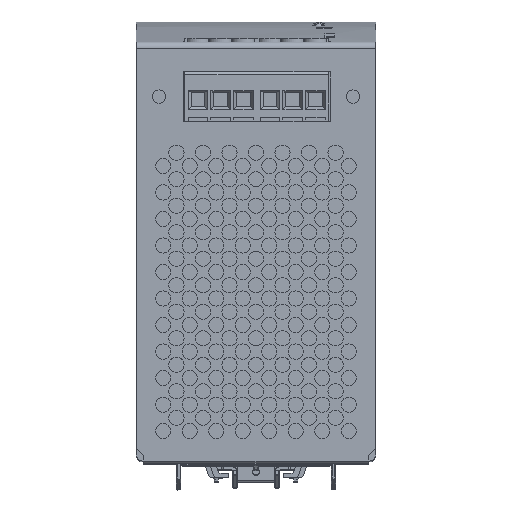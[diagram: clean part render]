
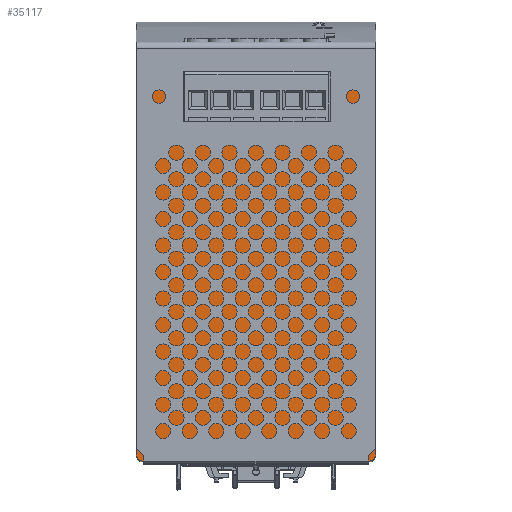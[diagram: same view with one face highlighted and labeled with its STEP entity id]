
A CAD part, top view. The second image highlights one B-rep face of the part: STEP entity #35117.
In plain terms, the highlighted planar face has unit normal (0, 0, 1).
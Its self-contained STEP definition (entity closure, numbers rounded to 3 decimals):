
#46=DIRECTION('',(-1.,0.,0.));
#47=VECTOR('',#46,5.2);
#48=CARTESIAN_POINT('',(18.3,89.7,-0.05));
#49=LINE('',#48,#47);
#62=DIRECTION('',(-1.,0.,0.));
#63=VECTOR('',#62,5.2);
#64=CARTESIAN_POINT('',(12.3,89.7,-0.05));
#65=LINE('',#64,#63);
#78=DIRECTION('',(-1.,0.,0.));
#79=VECTOR('',#78,5.2);
#80=CARTESIAN_POINT('',(6.3,89.7,-0.05));
#81=LINE('',#80,#79);
#90=DIRECTION('',(-1.,0.,0.));
#91=VECTOR('',#90,5.2);
#92=CARTESIAN_POINT('',(-0.7,89.7,-0.05));
#93=LINE('',#92,#91);
#106=DIRECTION('',(-1.,0.,0.));
#107=VECTOR('',#106,5.2);
#108=CARTESIAN_POINT('',(-6.7,89.7,-0.05));
#109=LINE('',#108,#107);
#122=DIRECTION('',(-1.,0.,0.));
#123=VECTOR('',#122,5.2);
#124=CARTESIAN_POINT('',(-12.7,89.7,-0.05));
#125=LINE('',#124,#123);
#138=DIRECTION('',(-1.,0.,0.));
#139=VECTOR('',#138,2.);
#140=CARTESIAN_POINT('',(-18.8,89.7,-0.05));
#141=LINE('',#140,#139);
#150=DIRECTION('',(-1.,0.,0.));
#151=VECTOR('',#150,2.);
#152=CARTESIAN_POINT('',(21.2,89.7,-0.05));
#153=LINE('',#152,#151);
#536=DIRECTION('',(-1.,0.,0.));
#537=VECTOR('',#536,0.8);
#538=CARTESIAN_POINT('',(7.1,89.7,-0.05));
#539=LINE('',#538,#537);
#540=DIRECTION('',(-1.,0.,0.));
#541=VECTOR('',#540,0.8);
#542=CARTESIAN_POINT('',(13.1,89.7,-0.05));
#543=LINE('',#542,#541);
#544=DIRECTION('',(-1.,0.,0.));
#545=VECTOR('',#544,0.9);
#546=CARTESIAN_POINT('',(19.2,89.7,-0.05));
#547=LINE('',#546,#545);
#548=CARTESIAN_POINT('',(30.,1.6,-0.05));
#549=DIRECTION('',(0.,0.,-1.));
#550=DIRECTION('',(1.,0.,0.));
#551=AXIS2_PLACEMENT_3D('',#548,#549,#550);
#553=DIRECTION('',(-1.,0.,0.));
#554=VECTOR('',#553,59.2);
#555=CARTESIAN_POINT('',(29.6,0.,-0.05));
#556=LINE('',#555,#554);
#557=CARTESIAN_POINT('',(-30.,1.6,-0.05));
#558=DIRECTION('',(0.,0.,-1.));
#559=DIRECTION('',(0.,-1.,0.));
#560=AXIS2_PLACEMENT_3D('',#557,#558,#559);
#562=DIRECTION('',(0.,1.,0.));
#563=VECTOR('',#562,106.844);
#564=CARTESIAN_POINT('',(-31.6,1.6,-0.05));
#565=LINE('',#564,#563);
#566=DIRECTION('',(-1.,0.,0.));
#567=VECTOR('',#566,0.9);
#568=CARTESIAN_POINT('',(-17.9,89.7,-0.05));
#569=LINE('',#568,#567);
#570=DIRECTION('',(-1.,0.,0.));
#571=VECTOR('',#570,0.8);
#572=CARTESIAN_POINT('',(-11.9,89.7,-0.05));
#573=LINE('',#572,#571);
#574=DIRECTION('',(-1.,0.,0.));
#575=VECTOR('',#574,0.8);
#576=CARTESIAN_POINT('',(-5.9,89.7,-0.05));
#577=LINE('',#576,#575);
#582=DIRECTION('',(-1.,0.,0.));
#583=VECTOR('',#582,1.8);
#584=CARTESIAN_POINT('',(1.1,89.7,-0.05));
#585=LINE('',#584,#583);
#6029=DIRECTION('',(1.,0.,0.));
#6030=VECTOR('',#6029,0.4);
#6031=CARTESIAN_POINT('',(-30.,0.,-0.05));
#6032=LINE('',#6031,#6030);
#6080=DIRECTION('',(1.,0.,0.));
#6081=VECTOR('',#6080,0.4);
#6082=CARTESIAN_POINT('',(29.6,0.,-0.05));
#6083=LINE('',#6082,#6081);
#12154=DIRECTION('',(0.,1.,0.));
#12155=VECTOR('',#12154,18.744);
#12156=CARTESIAN_POINT('',(-20.8,89.7,-0.05));
#12157=LINE('',#12156,#12155);
#12171=DIRECTION('',(-1.,0.,0.));
#12172=VECTOR('',#12171,10.8);
#12173=CARTESIAN_POINT('',(-20.8,108.444,-0.05));
#12174=LINE('',#12173,#12172);
#12300=DIRECTION('',(0.,1.,0.));
#12301=VECTOR('',#12300,106.844);
#12302=CARTESIAN_POINT('',(31.6,1.6,-0.05));
#12303=LINE('',#12302,#12301);
#12532=DIRECTION('',(-1.,0.,0.));
#12533=VECTOR('',#12532,10.4);
#12534=CARTESIAN_POINT('',(31.6,108.444,-0.05));
#12535=LINE('',#12534,#12533);
#12541=DIRECTION('',(0.,-1.,0.));
#12542=VECTOR('',#12541,18.744);
#12543=CARTESIAN_POINT('',(21.2,108.444,-0.05));
#12544=LINE('',#12543,#12542);
#27190=CARTESIAN_POINT('',(-31.6,1.6,-0.05));
#27191=CARTESIAN_POINT('',(-31.6,108.444,-0.05));
#27192=VERTEX_POINT('',#27190);
#27193=VERTEX_POINT('',#27191);
#27385=CARTESIAN_POINT('',(-30.,0.,-0.05));
#27386=VERTEX_POINT('',#27385);
#27442=CARTESIAN_POINT('',(30.,0.,-0.05));
#27444=VERTEX_POINT('',#27442);
#27509=CARTESIAN_POINT('',(31.6,1.6,-0.05));
#27510=VERTEX_POINT('',#27509);
#27837=CARTESIAN_POINT('',(31.6,108.444,-0.05));
#27838=VERTEX_POINT('',#27837);
#28176=CARTESIAN_POINT('',(21.2,108.444,-0.05));
#28177=VERTEX_POINT('',#28176);
#28180=CARTESIAN_POINT('',(21.2,89.7,-0.05));
#28181=VERTEX_POINT('',#28180);
#28296=CARTESIAN_POINT('',(-20.8,89.7,-0.05));
#28297=VERTEX_POINT('',#28296);
#28302=CARTESIAN_POINT('',(-20.8,108.444,-0.05));
#28303=VERTEX_POINT('',#28302);
#33717=CARTESIAN_POINT('',(29.6,0.,-0.05));
#33718=CARTESIAN_POINT('',(-29.6,0.,-0.05));
#33719=VERTEX_POINT('',#33717);
#33720=VERTEX_POINT('',#33718);
#33841=CARTESIAN_POINT('',(-17.9,89.7,-0.05));
#33842=CARTESIAN_POINT('',(-18.8,89.7,-0.05));
#33843=VERTEX_POINT('',#33841);
#33844=VERTEX_POINT('',#33842);
#33845=CARTESIAN_POINT('',(-11.9,89.7,-0.05));
#33846=CARTESIAN_POINT('',(-12.7,89.7,-0.05));
#33847=VERTEX_POINT('',#33845);
#33848=VERTEX_POINT('',#33846);
#33849=CARTESIAN_POINT('',(-5.9,89.7,-0.05));
#33850=CARTESIAN_POINT('',(-6.7,89.7,-0.05));
#33851=VERTEX_POINT('',#33849);
#33852=VERTEX_POINT('',#33850);
#33865=CARTESIAN_POINT('',(-0.7,89.7,-0.05));
#33867=VERTEX_POINT('',#33865);
#33883=CARTESIAN_POINT('',(19.2,89.7,-0.05));
#33884=CARTESIAN_POINT('',(18.3,89.7,-0.05));
#33885=VERTEX_POINT('',#33883);
#33886=VERTEX_POINT('',#33884);
#33887=CARTESIAN_POINT('',(7.1,89.7,-0.05));
#33888=CARTESIAN_POINT('',(6.3,89.7,-0.05));
#33889=VERTEX_POINT('',#33887);
#33890=VERTEX_POINT('',#33888);
#33891=CARTESIAN_POINT('',(13.1,89.7,-0.05));
#33892=CARTESIAN_POINT('',(12.3,89.7,-0.05));
#33893=VERTEX_POINT('',#33891);
#33894=VERTEX_POINT('',#33892);
#33907=CARTESIAN_POINT('',(1.1,89.7,-0.05));
#33909=VERTEX_POINT('',#33907);
#35067=CARTESIAN_POINT('',(0.,54.222,-0.05));
#35068=DIRECTION('',(0.,0.,1.));
#35069=DIRECTION('',(0.,1.,0.));
#35070=AXIS2_PLACEMENT_3D('',#35067,#35068,#35069);
#35071=PLANE('',#35070);
#35073=ORIENTED_EDGE('',*,*,#35072,.F.);
#35074=ORIENTED_EDGE('',*,*,#34222,.F.);
#35076=ORIENTED_EDGE('',*,*,#35075,.F.);
#35077=ORIENTED_EDGE('',*,*,#34214,.F.);
#35078=ORIENTED_EDGE('',*,*,#35050,.F.);
#35079=ORIENTED_EDGE('',*,*,#34206,.F.);
#35081=ORIENTED_EDGE('',*,*,#35080,.F.);
#35082=ORIENTED_EDGE('',*,*,#34261,.F.);
#35084=ORIENTED_EDGE('',*,*,#35083,.F.);
#35086=ORIENTED_EDGE('',*,*,#35085,.F.);
#35088=ORIENTED_EDGE('',*,*,#35087,.F.);
#35090=ORIENTED_EDGE('',*,*,#35089,.T.);
#35092=ORIENTED_EDGE('',*,*,#35091,.F.);
#35094=ORIENTED_EDGE('',*,*,#35093,.T.);
#35096=ORIENTED_EDGE('',*,*,#35095,.F.);
#35098=ORIENTED_EDGE('',*,*,#35097,.T.);
#35100=ORIENTED_EDGE('',*,*,#35099,.T.);
#35102=ORIENTED_EDGE('',*,*,#35101,.F.);
#35104=ORIENTED_EDGE('',*,*,#35103,.F.);
#35105=ORIENTED_EDGE('',*,*,#34253,.F.);
#35107=ORIENTED_EDGE('',*,*,#35106,.F.);
#35108=ORIENTED_EDGE('',*,*,#34245,.F.);
#35110=ORIENTED_EDGE('',*,*,#35109,.F.);
#35111=ORIENTED_EDGE('',*,*,#34237,.F.);
#35113=ORIENTED_EDGE('',*,*,#35112,.F.);
#35114=ORIENTED_EDGE('',*,*,#34229,.F.);
#35115=EDGE_LOOP('',(#35073,#35074,#35076,#35077,#35078,#35079,#35081,#35082,
#35084,#35086,#35088,#35090,#35092,#35094,#35096,#35098,#35100,#35102,#35104,
#35105,#35107,#35108,#35110,#35111,#35113,#35114));
#35116=FACE_OUTER_BOUND('',#35115,.F.);
#35117=ADVANCED_FACE('',(#35116),#35071,.T.);
#552=CIRCLE('',#551,1.6);
#561=CIRCLE('',#560,1.6);
#34206=EDGE_CURVE('',#33886,#33893,#49,.T.);
#34214=EDGE_CURVE('',#33894,#33889,#65,.T.);
#34222=EDGE_CURVE('',#33890,#33909,#81,.T.);
#34229=EDGE_CURVE('',#33867,#33851,#93,.T.);
#34237=EDGE_CURVE('',#33852,#33847,#109,.T.);
#34245=EDGE_CURVE('',#33848,#33843,#125,.T.);
#34253=EDGE_CURVE('',#33844,#28297,#141,.T.);
#34261=EDGE_CURVE('',#28181,#33885,#153,.T.);
#35050=EDGE_CURVE('',#33893,#33894,#543,.T.);
#35072=EDGE_CURVE('',#33909,#33867,#585,.T.);
#35075=EDGE_CURVE('',#33889,#33890,#539,.T.);
#35080=EDGE_CURVE('',#33885,#33886,#547,.T.);
#35083=EDGE_CURVE('',#28177,#28181,#12544,.T.);
#35085=EDGE_CURVE('',#27838,#28177,#12535,.T.);
#35087=EDGE_CURVE('',#27510,#27838,#12303,.T.);
#35089=EDGE_CURVE('',#27510,#27444,#552,.T.);
#35091=EDGE_CURVE('',#33719,#27444,#6083,.T.);
#35093=EDGE_CURVE('',#33719,#33720,#556,.T.);
#35095=EDGE_CURVE('',#27386,#33720,#6032,.T.);
#35097=EDGE_CURVE('',#27386,#27192,#561,.T.);
#35099=EDGE_CURVE('',#27192,#27193,#565,.T.);
#35101=EDGE_CURVE('',#28303,#27193,#12174,.T.);
#35103=EDGE_CURVE('',#28297,#28303,#12157,.T.);
#35106=EDGE_CURVE('',#33843,#33844,#569,.T.);
#35109=EDGE_CURVE('',#33847,#33848,#573,.T.);
#35112=EDGE_CURVE('',#33851,#33852,#577,.T.);
